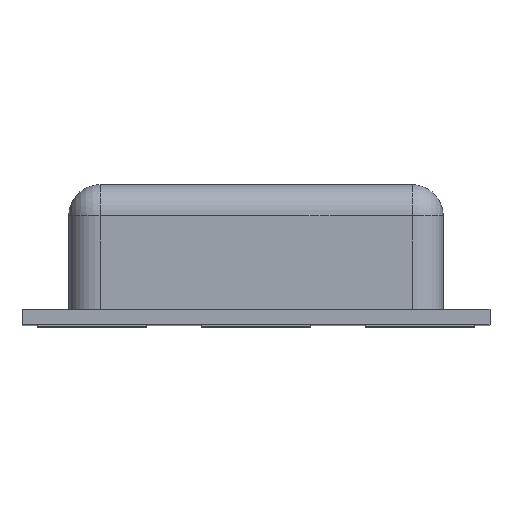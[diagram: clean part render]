
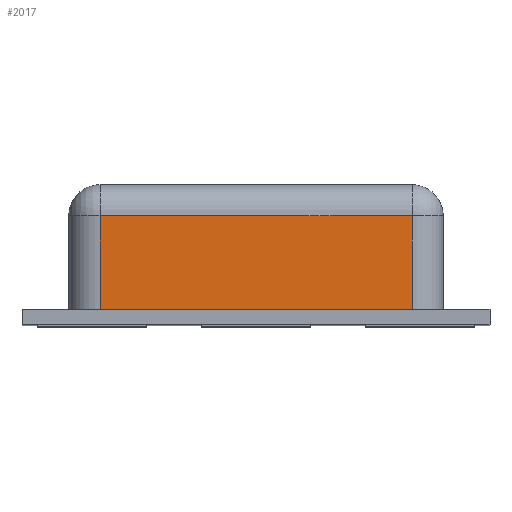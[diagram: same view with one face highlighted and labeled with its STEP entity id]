
A CAD part, top view. The second image highlights one B-rep face of the part: STEP entity #2017.
In plain terms, the highlighted planar face has unit normal (0, 0, 1).
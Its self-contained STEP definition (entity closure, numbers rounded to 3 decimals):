
#113 = VECTOR ( 'NONE', #690, 1000. ) ;
#200 = CARTESIAN_POINT ( 'NONE',  ( 1., 0.7, 1.2 ) ) ;
#230 = ORIENTED_EDGE ( 'NONE', *, *, #3600, .T. ) ;
#270 = FACE_OUTER_BOUND ( 'NONE', #1211, .T. ) ;
#390 = ORIENTED_EDGE ( 'NONE', *, *, #2426, .F. ) ;
#457 = VECTOR ( 'NONE', #2281, 1000. ) ;
#483 = VERTEX_POINT ( 'NONE', #200 ) ;
#690 = DIRECTION ( 'NONE',  ( -1., 0., 0. ) ) ;
#697 = EDGE_CURVE ( 'NONE', #483, #2907, #3215, .T. ) ;
#814 = DIRECTION ( 'NONE',  ( 0., -1., 0. ) ) ;
#847 = VERTEX_POINT ( 'NONE', #1057 ) ;
#907 = CARTESIAN_POINT ( 'NONE',  ( -1., 0.1, 1.2 ) ) ;
#1057 = CARTESIAN_POINT ( 'NONE',  ( 1., 0.1, 1.2 ) ) ;
#1108 = EDGE_CURVE ( 'NONE', #1907, #847, #3561, .T. ) ;
#1211 = EDGE_LOOP ( 'NONE', ( #390, #3453, #230, #1577 ) ) ;
#1271 = CARTESIAN_POINT ( 'NONE',  ( -1., 0.7, 1.2 ) ) ;
#1435 = DIRECTION ( 'NONE',  ( -1., 0., 0. ) ) ;
#1547 = DIRECTION ( 'NONE',  ( 1., 0., 0. ) ) ;
#1577 = ORIENTED_EDGE ( 'NONE', *, *, #1108, .T. ) ;
#1677 = CARTESIAN_POINT ( 'NONE',  ( -1., 0.9, 1.2 ) ) ;
#1868 = VECTOR ( 'NONE', #1547, 1000. ) ;
#1907 = VERTEX_POINT ( 'NONE', #907 ) ;
#1948 = LINE ( 'NONE', #1677, #457 ) ;
#2017 = ADVANCED_FACE ( 'NONE', ( #270 ), #2229, .F. ) ;
#2229 = PLANE ( 'NONE',  #2409 ) ;
#2281 = DIRECTION ( 'NONE',  ( 0., -1., 0. ) ) ;
#2409 = AXIS2_PLACEMENT_3D ( 'NONE', #3366, #2841, #1435 ) ;
#2415 = CARTESIAN_POINT ( 'NONE',  ( 1., 0.9, 1.2 ) ) ;
#2426 = EDGE_CURVE ( 'NONE', #483, #847, #2431, .T. ) ;
#2431 = LINE ( 'NONE', #2415, #2534 ) ;
#2534 = VECTOR ( 'NONE', #814, 1000. ) ;
#2841 = DIRECTION ( 'NONE',  ( 0., 0., -1. ) ) ;
#2864 = CARTESIAN_POINT ( 'NONE',  ( -1., 0.7, 1.2 ) ) ;
#2907 = VERTEX_POINT ( 'NONE', #2864 ) ;
#2983 = CARTESIAN_POINT ( 'NONE',  ( -1., 0.1, 1.2 ) ) ;
#3215 = LINE ( 'NONE', #1271, #113 ) ;
#3366 = CARTESIAN_POINT ( 'NONE',  ( -1., 0.9, 1.2 ) ) ;
#3453 = ORIENTED_EDGE ( 'NONE', *, *, #697, .T. ) ;
#3561 = LINE ( 'NONE', #2983, #1868 ) ;
#3600 = EDGE_CURVE ( 'NONE', #2907, #1907, #1948, .T. ) ;
